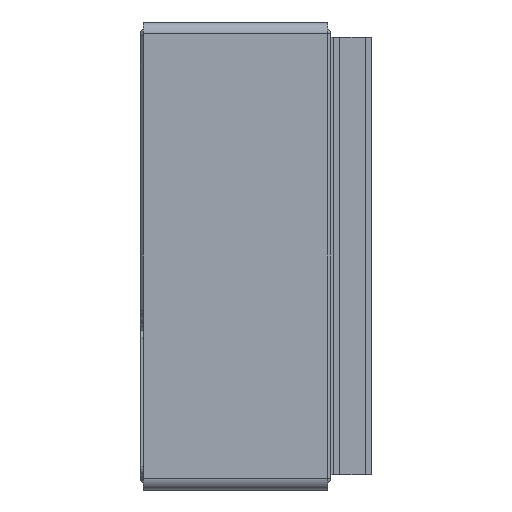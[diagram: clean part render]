
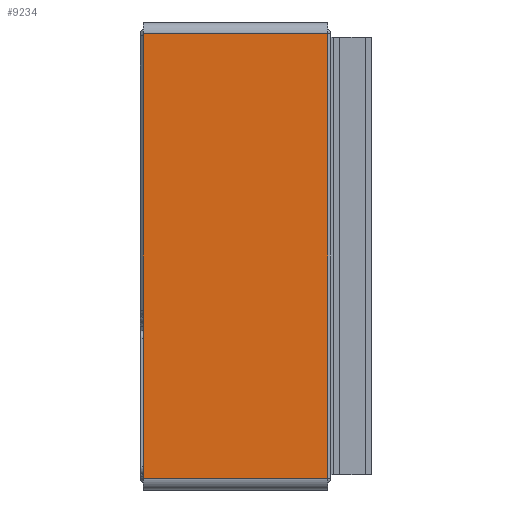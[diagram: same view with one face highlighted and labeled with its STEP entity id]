
A CAD part, front view. The second image highlights one B-rep face of the part: STEP entity #9234.
In plain terms, the highlighted planar face has unit normal (0, -1, 0).
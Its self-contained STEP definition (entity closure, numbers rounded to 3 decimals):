
#506=FACE_OUTER_BOUND('',#913,.T.);
#913=EDGE_LOOP('',(#7472,#7473,#7474,#7475));
#2047=LINE('',#14502,#3309);
#2048=LINE('',#14507,#3310);
#2049=LINE('',#14509,#3311);
#2050=LINE('',#14510,#3312);
#3309=VECTOR('',#11575,1000.);
#3310=VECTOR('',#11582,1000.);
#3311=VECTOR('',#11583,1000.);
#3312=VECTOR('',#11584,1000.);
#4372=VERTEX_POINT('',#14500);
#4373=VERTEX_POINT('',#14501);
#4374=VERTEX_POINT('',#14506);
#4375=VERTEX_POINT('',#14508);
#5654=EDGE_CURVE('',#4372,#4373,#2047,.T.);
#5657=EDGE_CURVE('',#4372,#4374,#2048,.T.);
#5658=EDGE_CURVE('',#4375,#4373,#2049,.T.);
#5659=EDGE_CURVE('',#4375,#4374,#2050,.T.);
#7472=ORIENTED_EDGE('',*,*,#5657,.F.);
#7473=ORIENTED_EDGE('',*,*,#5654,.T.);
#7474=ORIENTED_EDGE('',*,*,#5658,.F.);
#7475=ORIENTED_EDGE('',*,*,#5659,.T.);
#8464=PLANE('',#9752);
#9234=ADVANCED_FACE('',(#506),#8464,.F.);
#9752=AXIS2_PLACEMENT_3D('',#14505,#11580,#11581);
#11575=DIRECTION('',(-1.,0.,0.));
#11580=DIRECTION('center_axis',(0.,1.,0.));
#11581=DIRECTION('ref_axis',(0.,0.,
-1.));
#11582=DIRECTION('',(0.,0.,-1.));
#11583=DIRECTION('',(0.,0.,1.));
#11584=DIRECTION('',(1.,0.,0.));
#14500=CARTESIAN_POINT('',(-2.885,-0.35,1.44));
#14501=CARTESIAN_POINT('',(-4.08,-0.35,1.44));
#14502=CARTESIAN_POINT('',(-4.1,-0.35,1.44));
#14505=CARTESIAN_POINT('Origin',(-4.1,-0.35,-1.515));
#14506=CARTESIAN_POINT('',(-2.885,-0.35,-1.44));
#14507=CARTESIAN_POINT('',(-2.885,-0.35,0.));
#14508=CARTESIAN_POINT('',(-4.08,-0.35,-1.44));
#14509=CARTESIAN_POINT('',(-4.08,-0.35,-1.515));
#14510=CARTESIAN_POINT('',(-4.1,-0.35,-1.44));
